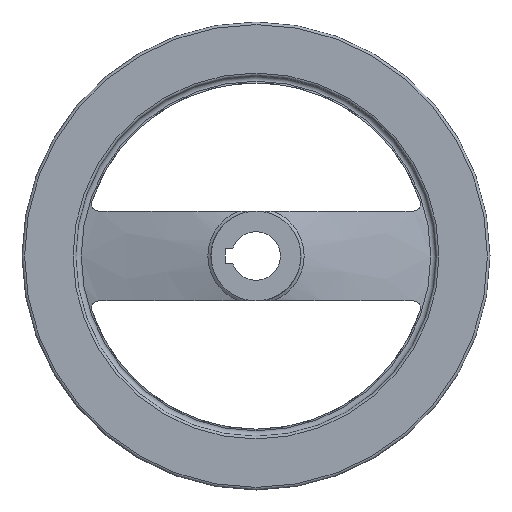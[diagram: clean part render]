
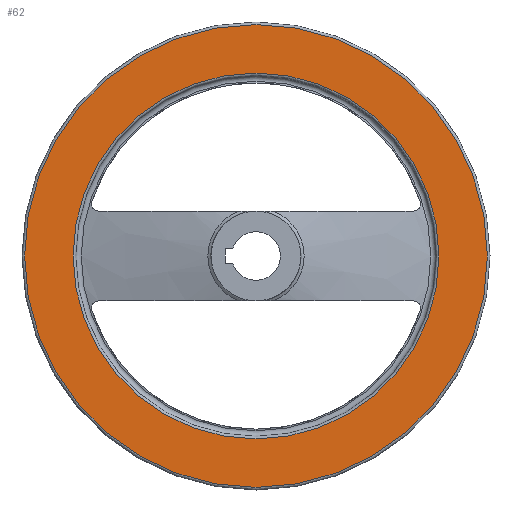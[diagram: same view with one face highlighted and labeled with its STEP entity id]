
A CAD part, left-side view. The second image highlights one B-rep face of the part: STEP entity #62.
In plain terms, the highlighted planar face has unit normal (-1, 0, 0).
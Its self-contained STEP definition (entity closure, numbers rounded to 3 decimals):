
#62 = ADVANCED_FACE( '', ( #153, #154 ), #155, .F. );
#153 = FACE_OUTER_BOUND( '', #289, .T. );
#154 = FACE_BOUND( '', #290, .T. );
#155 = PLANE( '', #291 );
#289 = EDGE_LOOP( '', ( #455 ) );
#290 = EDGE_LOOP( '', ( #456 ) );
#291 = AXIS2_PLACEMENT_3D( '', #457, #458, #459 );
#455 = ORIENTED_EDGE( '', *, *, #737, .F. );
#456 = ORIENTED_EDGE( '', *, *, #740, .T. );
#457 = CARTESIAN_POINT( '', ( 26.6, 97.713, 0. ) );
#458 = DIRECTION( '', ( 1., 0., 0. ) );
#459 = DIRECTION( '', ( 0., 0., -1. ) );
#737 = EDGE_CURVE( '', #847, #847, #848, .T. );
#740 = EDGE_CURVE( '', #852, #852, #853, .T. );
#847 = VERTEX_POINT( '', #1009 );
#848 = CIRCLE( '', #1010, 123.6 );
#852 = VERTEX_POINT( '', #1014 );
#853 = CIRCLE( '', #1015, 97.713 );
#1009 = CARTESIAN_POINT( '', ( 26.6, 0., -123.6 ) );
#1010 = AXIS2_PLACEMENT_3D( '', #1528, #1529, #1530 );
#1014 = CARTESIAN_POINT( '', ( 26.6, 0., -97.713 ) );
#1015 = AXIS2_PLACEMENT_3D( '', #1534, #1535, #1536 );
#1528 = CARTESIAN_POINT( '', ( 26.6, 0., 0. ) );
#1529 = DIRECTION( '', ( 1., 0., 0. ) );
#1530 = DIRECTION( '', ( 0., 0., -1. ) );
#1534 = CARTESIAN_POINT( '', ( 26.6, 0., 0. ) );
#1535 = DIRECTION( '', ( 1., 0., 0. ) );
#1536 = DIRECTION( '', ( 0., 0., -1. ) );
